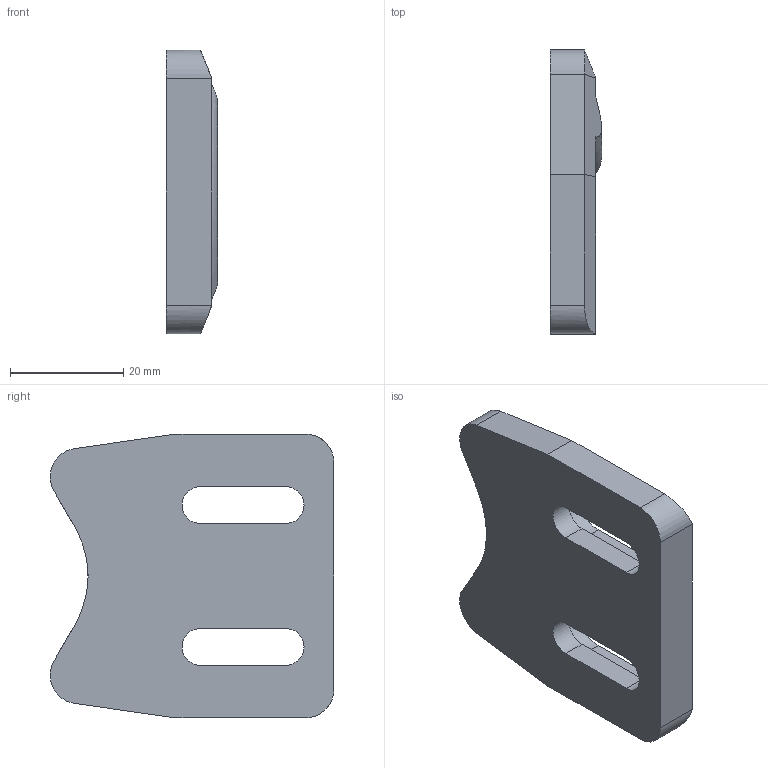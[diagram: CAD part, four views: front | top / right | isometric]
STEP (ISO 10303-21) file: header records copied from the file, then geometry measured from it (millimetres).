
FILE_DESCRIPTION (( 'STEP AP203' ), '1' );
FILE_NAME ('52-010-0.STEP', '2022-02-07T21:36:24', ( '' ), ( '' ), 'SwSTEP 2.0', 'SolidWorks 2021', '' );
FILE_SCHEMA (( 'CONFIG_CONTROL_DESIGN' ));
Length unit declared in the file: millimetre
Products named in the file (1): 52-010-0
Bounding box: 9 x 50 x 50 mm (x, y, z)
Volume: 14560 mm3; surface area: 6249.7 mm2
Topology: 1 solids, 1 shells, 44 faces, 116 edges, 74 vertices
Faces by surface type: plane 27, cylinder 13, cone 3, torus 1
Entity records: 2389 total; most frequent: CARTESIAN_POINT 1233, ORIENTED_EDGE 228, DIRECTION 217, EDGE_CURVE 114, LINE 75, VECTOR 75, VERTEX_POINT 74, AXIS2_PLACEMENT_3D 71
